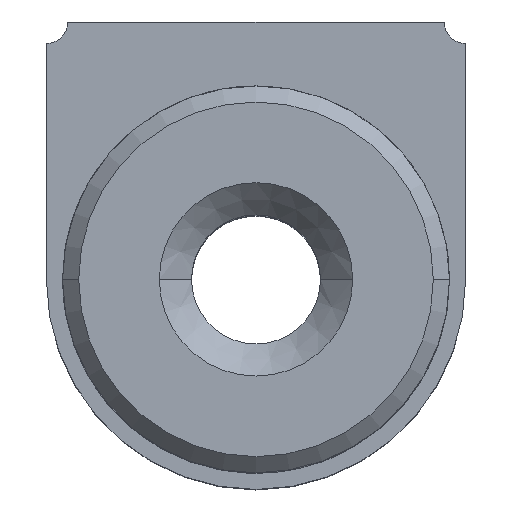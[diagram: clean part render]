
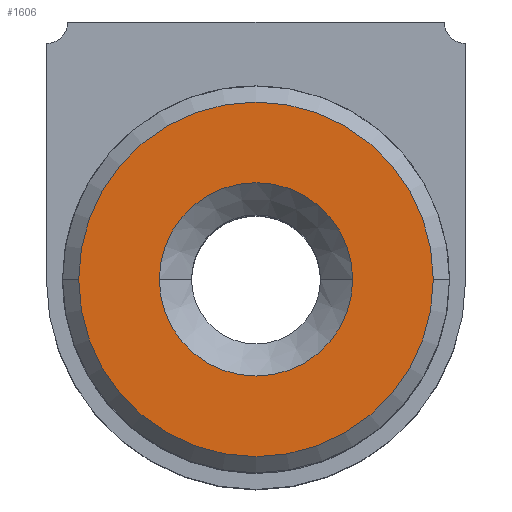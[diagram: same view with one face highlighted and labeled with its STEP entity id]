
A CAD part, top view. The second image highlights one B-rep face of the part: STEP entity #1606.
In plain terms, the highlighted planar face has unit normal (0, 0, 1).
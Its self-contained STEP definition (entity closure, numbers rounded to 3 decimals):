
#37 = CARTESIAN_POINT ( 'NONE',  ( 0., 0., 22. ) ) ;
#64 = EDGE_LOOP ( 'NONE', ( #1888, #1904 ) ) ;
#180 = CIRCLE ( 'NONE', #1948, 3. ) ;
#253 = EDGE_CURVE ( 'NONE', #2107, #2130, #180, .T. ) ;
#260 = PLANE ( 'NONE',  #1263 ) ;
#265 = CARTESIAN_POINT ( 'NONE',  ( 3., 0., 22. ) ) ;
#270 = VERTEX_POINT ( 'NONE', #1195 ) ;
#272 = DIRECTION ( 'NONE',  ( 0., 0., -1. ) ) ;
#346 = DIRECTION ( 'NONE',  ( 0., 0., 1. ) ) ;
#357 = CARTESIAN_POINT ( 'NONE',  ( 0., 0., 22. ) ) ;
#382 = DIRECTION ( 'NONE',  ( 0., 0., 1. ) ) ;
#543 = DIRECTION ( 'NONE',  ( 1., 0., 0. ) ) ;
#695 = CARTESIAN_POINT ( 'NONE',  ( -3., 0., 22. ) ) ;
#852 = CIRCLE ( 'NONE', #1833, 3. ) ;
#913 = EDGE_CURVE ( 'NONE', #2130, #2107, #852, .T. ) ;
#1040 = DIRECTION ( 'NONE',  ( 0., 0., 1. ) ) ;
#1195 = CARTESIAN_POINT ( 'NONE',  ( -5.5, 0., 22. ) ) ;
#1230 = FACE_OUTER_BOUND ( 'NONE', #64, .T. ) ;
#1263 = AXIS2_PLACEMENT_3D ( 'NONE', #1835, #1040, #2455 ) ;
#1283 = DIRECTION ( 'NONE',  ( 1., 0., 0. ) ) ;
#1391 = EDGE_CURVE ( 'NONE', #2196, #270, #2291, .T. ) ;
#1396 = CARTESIAN_POINT ( 'NONE',  ( 0., 0., 22. ) ) ;
#1461 = ORIENTED_EDGE ( 'NONE', *, *, #253, .T. ) ;
#1533 = DIRECTION ( 'NONE',  ( 0., 0., -1. ) ) ;
#1606 = ADVANCED_FACE ( 'NONE', ( #1230, #2028 ), #260, .T. ) ;
#1637 = CIRCLE ( 'NONE', #2352, 5.5 ) ;
#1745 = CARTESIAN_POINT ( 'NONE',  ( 5.5, 0., 22. ) ) ;
#1833 = AXIS2_PLACEMENT_3D ( 'NONE', #2056, #272, #1283 ) ;
#1835 = CARTESIAN_POINT ( 'NONE',  ( 0., 0., 22. ) ) ;
#1888 = ORIENTED_EDGE ( 'NONE', *, *, #2279, .T. ) ;
#1904 = ORIENTED_EDGE ( 'NONE', *, *, #1391, .T. ) ;
#1948 = AXIS2_PLACEMENT_3D ( 'NONE', #1396, #1533, #2171 ) ;
#2028 = FACE_BOUND ( 'NONE', #2266, .T. ) ;
#2056 = CARTESIAN_POINT ( 'NONE',  ( 0., 0., 22. ) ) ;
#2107 = VERTEX_POINT ( 'NONE', #265 ) ;
#2130 = VERTEX_POINT ( 'NONE', #695 ) ;
#2171 = DIRECTION ( 'NONE',  ( 1., 0., 0. ) ) ;
#2179 = ORIENTED_EDGE ( 'NONE', *, *, #913, .T. ) ;
#2181 = DIRECTION ( 'NONE',  ( 1., 0., 0. ) ) ;
#2196 = VERTEX_POINT ( 'NONE', #1745 ) ;
#2266 = EDGE_LOOP ( 'NONE', ( #1461, #2179 ) ) ;
#2279 = EDGE_CURVE ( 'NONE', #270, #2196, #1637, .T. ) ;
#2291 = CIRCLE ( 'NONE', #2345, 5.5 ) ;
#2345 = AXIS2_PLACEMENT_3D ( 'NONE', #37, #382, #2181 ) ;
#2352 = AXIS2_PLACEMENT_3D ( 'NONE', #357, #346, #543 ) ;
#2455 = DIRECTION ( 'NONE',  ( 1., 0., 0. ) ) ;
